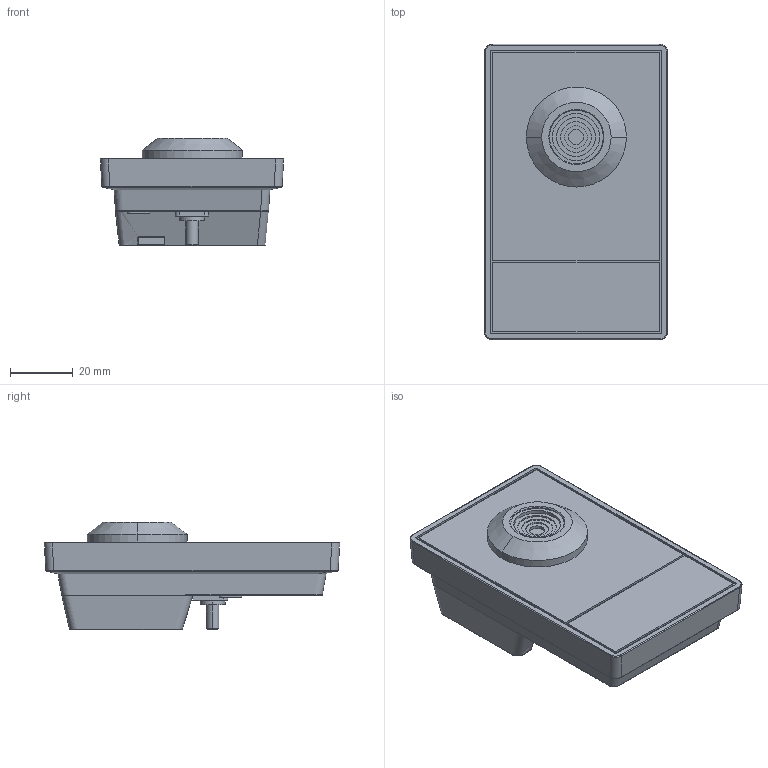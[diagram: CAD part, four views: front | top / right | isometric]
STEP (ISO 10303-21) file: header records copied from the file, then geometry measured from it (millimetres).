
FILE_DESCRIPTION (( 'STEP AP214' ), '1' );
FILE_NAME ('AXIS M1011.STEP', '2010-06-22T15:28:21', ( '' ), ( '' ), 'SwSTEP 2.0', 'SolidWorks 2010', '' );
FILE_SCHEMA (( 'AUTOMOTIVE_DESIGN' ));
Length unit declared in the file: inch
Products named in the file (1): AXIS M1011
Bounding box: 58.65 x 94.58 x 34.42 mm (x, y, z)
Volume: 106538.1 mm3; surface area: 20930.1 mm2
Topology: 1 solids, 1 shells, 491 faces, 1287 edges, 839 vertices
Faces by surface type: plane 308, cylinder 81, bspline 80, torus 8, sphere 8, cone 6
Entity records: 23146 total; most frequent: CARTESIAN_POINT 8098, ORIENTED_EDGE 2562, DIRECTION 2126, EDGE_CURVE 1281, VECTOR 890, LINE 890, VERTEX_POINT 839, AXIS2_PLACEMENT_3D 618
